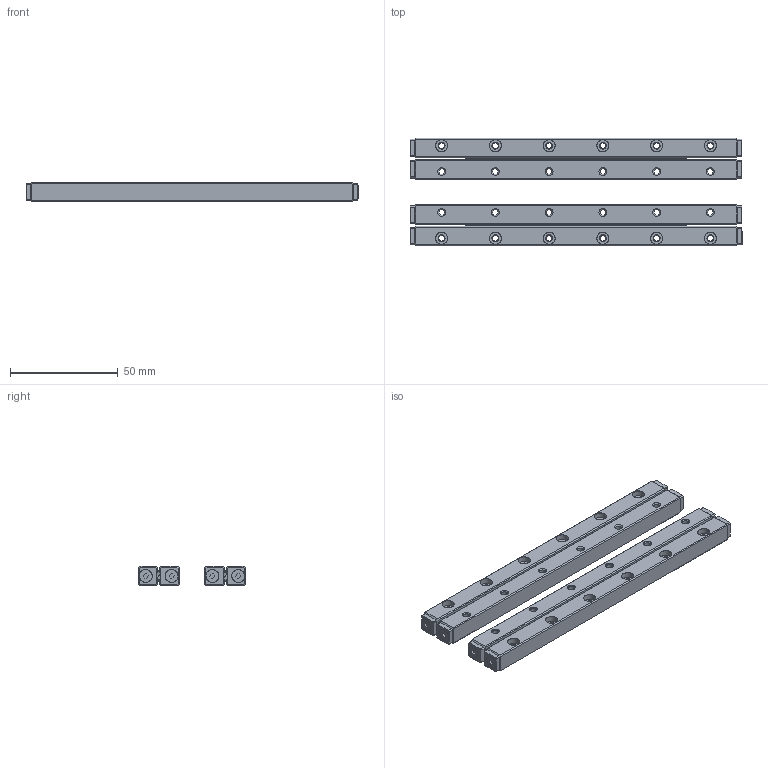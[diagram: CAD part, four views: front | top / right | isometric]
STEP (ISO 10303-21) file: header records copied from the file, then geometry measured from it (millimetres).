
FILE_DESCRIPTION(/* description */ (''),/* implementation_level */ '2;1');
FILE_NAME(/* name */ 'Set RNG-4150x23KRE.stp',/* time_stamp */ '2018-12-10T19:30:52+01:00',/* author */ (''),/* organization */ (''),/* preprocessor_version */ 'ST-DEVELOPER v16.7',/* originating_system */ 'SIEMENS PLM Software NX 12.0',/* authorisation */ '');
FILE_SCHEMA (('AUTOMOTIVE_DESIGN { 1 0 10303 214 3 1 1 1 }'));
Length unit declared in the file: millimetre
Products named in the file (7): 019789_A_3-Roller Ø4x3; 027879_A_5-Body Cage R4x23KRE; DIN 7991-M3x8-12.9_A_3-Socket Countersunk Head Screw; 041367_A_1-Endpiece GB-4 RNG; 041328_A_1-Rail RNG-4150; 028252_A_1-Roller Cage R4x23KRE Assy; 052615_A_1-Set RNG-4150x23KRE
Assembly tree (47 placements, depth 3):
  052615_A_1-Set RNG-4150x23KRE
    041328_A_1-Rail RNG-4150  x4
    028252_A_1-Roller Cage R4x23KRE Assy  x2
      027879_A_5-Body Cage R4x23KRE
      019789_A_3-Roller Ø4x3
    041367_A_1-Endpiece GB-4 RNG  x8
    DIN 7991-M3x8-12.9_A_3-Socket Countersunk Head Screw  x8
Bounding box: 154.4 x 50 x 9 mm (x, y, z)
Volume: 45262.7 mm3; surface area: 36652.2 mm2
Topology: 70 solids, 70 shells, 2290 faces, 6192 edges, 4022 vertices
Faces by surface type: cylinder 934, plane 776, torus 368, cone 212
Full cylindrical faces by diameter (mm): 0.5 x192, 2 x48, 2.26 x8, 2.65 x24, 3 x8, 3.2 x8, 3.5 x8, 4 x46, 5.5 x24, 6 x8
Entity records: 16616 total; most frequent: CARTESIAN_POINT 3255, DIRECTION 2967, ORIENTED_EDGE 2514, EDGE_CURVE 1257, AXIS2_PLACEMENT_3D 1215, VERTEX_POINT 878, EDGE_LOOP 707, CIRCLE 648
